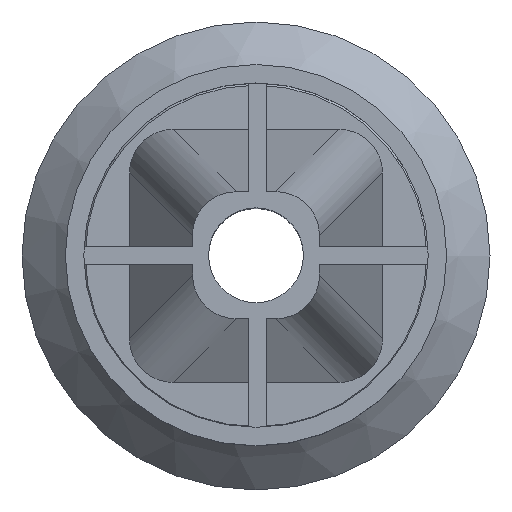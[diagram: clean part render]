
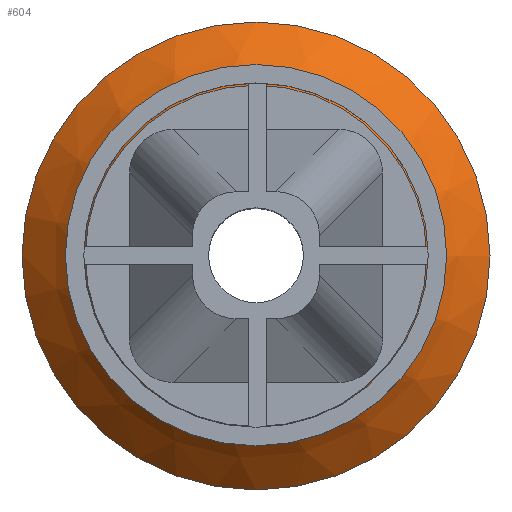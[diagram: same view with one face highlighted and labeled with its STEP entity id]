
A CAD part, top view. The second image highlights one B-rep face of the part: STEP entity #604.
In plain terms, the highlighted conical face has half-angle 45 degrees and reference radius 55.987 mm.
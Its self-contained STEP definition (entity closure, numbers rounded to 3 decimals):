
#15=CONICAL_SURFACE('',#666,55.987,0.785);
#54=CIRCLE('',#667,47.239);
#55=CIRCLE('',#668,64.735);
#76=FACE_OUTER_BOUND('',#111,.T.);
#111=EDGE_LOOP('',(#513,#514,#515,#516));
#176=LINE('',#1003,#237);
#237=VECTOR('',#818,55.987);
#296=VERTEX_POINT('',#1000);
#297=VERTEX_POINT('',#1002);
#375=EDGE_CURVE('',#296,#296,#54,.T.);
#376=EDGE_CURVE('',#296,#297,#176,.T.);
#377=EDGE_CURVE('',#297,#297,#55,.T.);
#513=ORIENTED_EDGE('',*,*,#375,.T.);
#514=ORIENTED_EDGE('',*,*,#376,.T.);
#515=ORIENTED_EDGE('',*,*,#377,.F.);
#516=ORIENTED_EDGE('',*,*,#376,.F.);
#604=ADVANCED_FACE('',(#76),#15,.T.);
#666=AXIS2_PLACEMENT_3D('',#999,#814,#815);
#667=AXIS2_PLACEMENT_3D('',#1001,#816,#817);
#668=AXIS2_PLACEMENT_3D('',#1004,#819,#820);
#814=DIRECTION('center_axis',(0.,0.,-1.));
#815=DIRECTION('ref_axis',(-1.,0.,0.));
#816=DIRECTION('center_axis',(0.,0.,-1.));
#817=DIRECTION('ref_axis',(-1.,0.,0.));
#818=DIRECTION('',(0.707,0.,-0.707));
#819=DIRECTION('center_axis',(0.,0.,-1.));
#820=DIRECTION('ref_axis',(-1.,0.,0.));
#999=CARTESIAN_POINT('Origin',(-2.061,-3.204,-37.078));
#1000=CARTESIAN_POINT('',(45.179,-3.204,-28.33));
#1001=CARTESIAN_POINT('Origin',(-2.061,-3.204,-28.33));
#1002=CARTESIAN_POINT('',(62.675,-3.204,-45.826));
#1003=CARTESIAN_POINT('',(53.927,-3.204,-37.078));
#1004=CARTESIAN_POINT('Origin',(-2.061,-3.204,-45.826));
